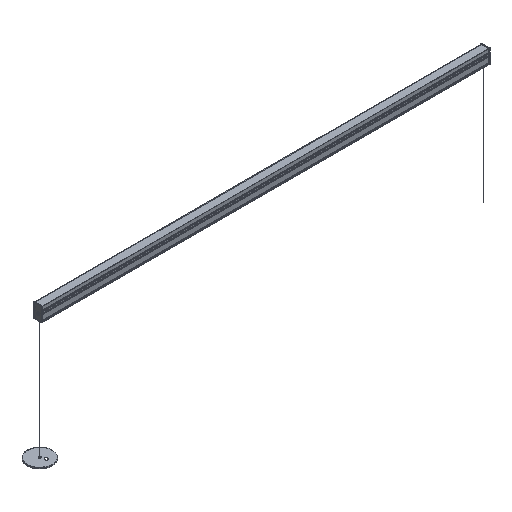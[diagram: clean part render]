
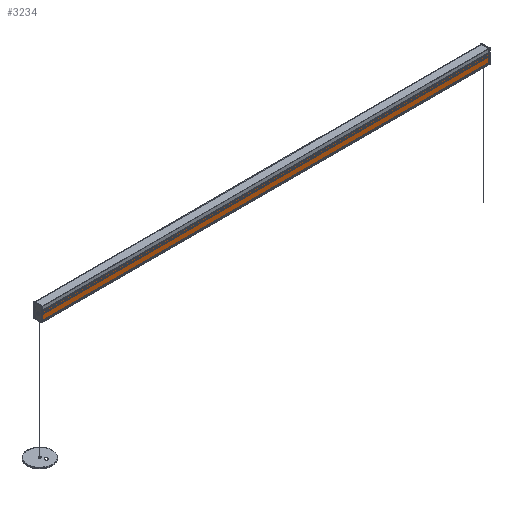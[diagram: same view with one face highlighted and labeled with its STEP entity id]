
A CAD part, isometric view. The second image highlights one B-rep face of the part: STEP entity #3234.
In plain terms, the highlighted planar face has unit normal (0, -1, 0).
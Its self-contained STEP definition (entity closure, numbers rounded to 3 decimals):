
#524=LINE('',#16795,#1428);
#525=LINE('',#16798,#1429);
#526=LINE('',#16800,#1430);
#527=LINE('',#16802,#1431);
#1428=VECTOR('',#13469,1.);
#1429=VECTOR('',#13470,1.);
#1430=VECTOR('',#13471,1.);
#1431=VECTOR('',#13472,1.);
#2390=PLANE('',#12064);
#2666=FACE_OUTER_BOUND('',#4554,.T.);
#3234=ADVANCED_FACE('',(#2666),#2390,.F.);
#4554=EDGE_LOOP('',(#5469,#5470,#5471,#5472));
#5469=ORIENTED_EDGE('',*,*,#9822,.F.);
#5470=ORIENTED_EDGE('',*,*,#9823,.T.);
#5471=ORIENTED_EDGE('',*,*,#9824,.T.);
#5472=ORIENTED_EDGE('',*,*,#9825,.F.);
#8709=VERTEX_POINT('',#16796);
#8710=VERTEX_POINT('',#16797);
#8711=VERTEX_POINT('',#16799);
#8712=VERTEX_POINT('',#16801);
#9822=EDGE_CURVE('',#8709,#8710,#524,.T.);
#9823=EDGE_CURVE('',#8709,#8711,#525,.T.);
#9824=EDGE_CURVE('',#8711,#8712,#526,.T.);
#9825=EDGE_CURVE('',#8710,#8712,#527,.T.);
#12064=AXIS2_PLACEMENT_3D('',#16803,#13473,#13474);
#13469=DIRECTION('',(0.,0.,-1.));
#13470=DIRECTION('',(-1.,0.,0.));
#13471=DIRECTION('',(0.,0.,-1.));
#13472=DIRECTION('',(-1.,0.,0.));
#13473=DIRECTION('',(0.,1.,0.));
#13474=DIRECTION('',(0.,0.,1.));
#16795=CARTESIAN_POINT('',(2259.,-19.685,13.02));
#16796=CARTESIAN_POINT('',(2259.,-19.685,13.02));
#16797=CARTESIAN_POINT('',(2259.,-19.685,-36.644));
#16798=CARTESIAN_POINT('',(3810.,-19.685,13.02));
#16799=CARTESIAN_POINT('',(0.,-19.685,13.02));
#16800=CARTESIAN_POINT('',(0.,-19.685,13.02));
#16801=CARTESIAN_POINT('',(0.,-19.685,-36.644));
#16802=CARTESIAN_POINT('',(3810.,-19.685,-36.644));
#16803=CARTESIAN_POINT('',(3810.,-19.685,13.02));
